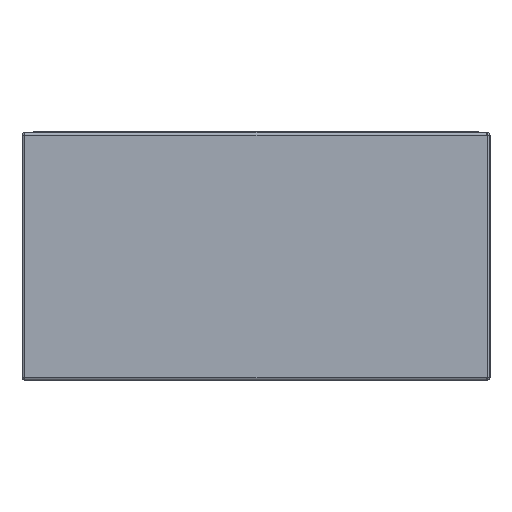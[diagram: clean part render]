
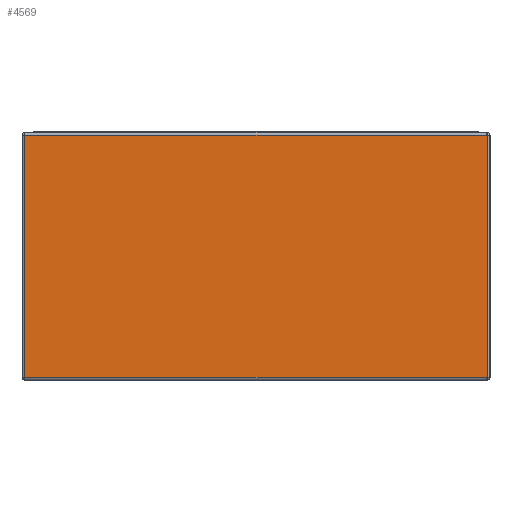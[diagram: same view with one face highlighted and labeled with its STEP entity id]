
A CAD part, left-side view. The second image highlights one B-rep face of the part: STEP entity #4569.
In plain terms, the highlighted planar face has unit normal (-1, 0, 0).
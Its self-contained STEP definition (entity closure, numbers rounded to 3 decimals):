
#755=FACE_OUTER_BOUND('',#1028,.T.);
#1028=EDGE_LOOP('',(#3621,#3622,#3623,#3624));
#1257=LINE('',#6317,#1561);
#1258=LINE('',#6323,#1562);
#1259=LINE('',#6334,#1563);
#1361=LINE('',#7318,#1665);
#1561=VECTOR('',#5186,1000.);
#1562=VECTOR('',#5195,1000.);
#1563=VECTOR('',#5214,1000.);
#1665=VECTOR('',#5400,1000.);
#1926=VERTEX_POINT('',#6313);
#1927=VERTEX_POINT('',#6315);
#1928=VERTEX_POINT('',#6321);
#1929=VERTEX_POINT('',#6332);
#2398=EDGE_CURVE('',#1927,#1926,#1257,.T.);
#2401=EDGE_CURVE('',#1928,#1927,#1258,.T.);
#2408=EDGE_CURVE('',#1929,#1928,#1259,.T.);
#2605=EDGE_CURVE('',#1926,#1929,#1361,.T.);
#3621=ORIENTED_EDGE('',*,*,#2398,.F.);
#3622=ORIENTED_EDGE('',*,*,#2401,.F.);
#3623=ORIENTED_EDGE('',*,*,#2408,.F.);
#3624=ORIENTED_EDGE('',*,*,#2605,.F.);
#4099=PLANE('',#4818);
#4569=ADVANCED_FACE('',(#755),#4099,.T.);
#4818=AXIS2_PLACEMENT_3D('',#7320,#5403,#5404);
#5186=DIRECTION('',(0.,0.,1.));
#5195=DIRECTION('',(0.,1.,0.));
#5214=DIRECTION('',(0.,0.,-1.));
#5400=DIRECTION('',(0.,-1.,0.));
#5403=DIRECTION('center_axis',(-1.,0.,0.));
#5404=DIRECTION('ref_axis',(0.,0.,1.));
#6313=CARTESIAN_POINT('',(-0.775,0.42,0.445));
#6315=CARTESIAN_POINT('',(-0.775,0.42,0.005));
#6317=CARTESIAN_POINT('',(-0.775,0.42,0.225));
#6321=CARTESIAN_POINT('',(-0.775,-0.42,0.005));
#6323=CARTESIAN_POINT('',(-0.775,-0.425,0.005));
#6332=CARTESIAN_POINT('',(-0.775,-0.42,0.445));
#6334=CARTESIAN_POINT('',(-0.775,-0.42,0.225));
#7318=CARTESIAN_POINT('',(-0.775,-0.425,0.445));
#7320=CARTESIAN_POINT('Origin',(-0.775,-0.425,0.225));
